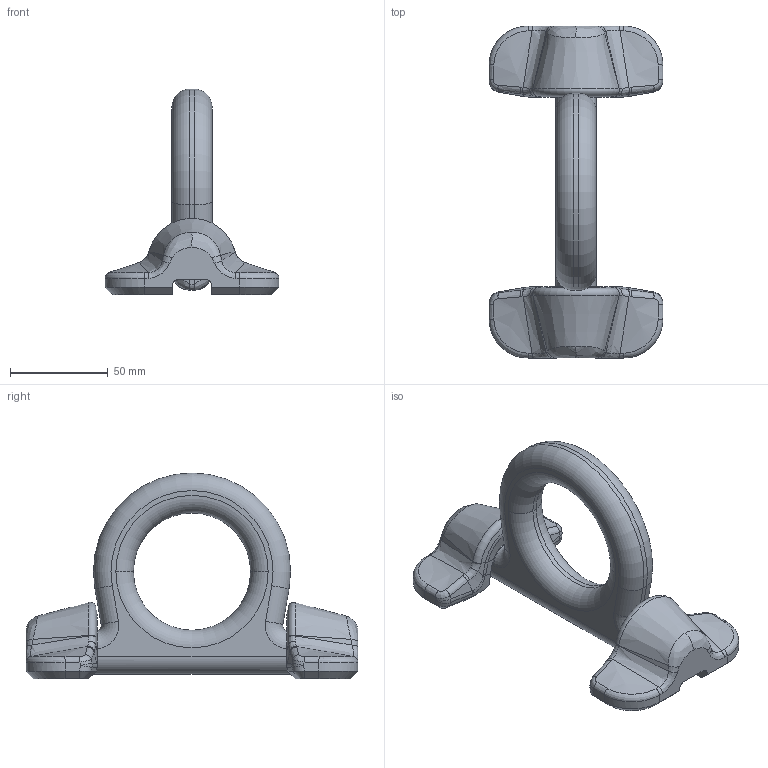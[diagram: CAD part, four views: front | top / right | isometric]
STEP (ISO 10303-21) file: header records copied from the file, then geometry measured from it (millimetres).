
FILE_DESCRIPTION(('CATIA V5 STEP Exchange'),'2;1');
FILE_NAME('8-082-06.stp','2014-02-14T05:20:09+00:00',('none'),('none'),'CATIA Version 5 Release 21 GA (IN-10)','CATIA V5 STEP AP203','none');
FILE_SCHEMA(('CONFIG_CONTROL_DESIGN'));
Length unit declared in the file: millimetre
Products named in the file (1): YK8082-06B
Bounding box: 89 x 170 x 105.5 mm (x, y, z)
Volume: 216407.6 mm3; surface area: 43668.8 mm2
Topology: 3 solids, 3 shells, 236 faces, 546 edges, 312 vertices
Faces by surface type: bspline 104, plane 55, cylinder 49, torus 14, cone 6, extrusion 4, sphere 4
Entity records: 19339 total; most frequent: CARTESIAN_POINT 15054, ORIENTED_EDGE 1084, EDGE_CURVE 542, DIRECTION 464, VERTEX_POINT 312, B_SPLINE_CURVE_WITH_KNOTS 308, EDGE_LOOP 238, ADVANCED_FACE 236
